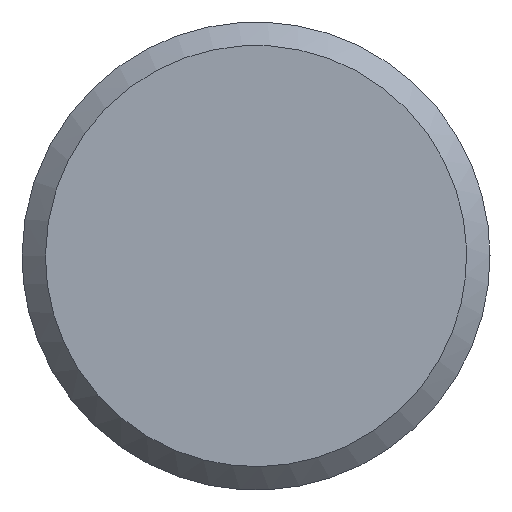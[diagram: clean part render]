
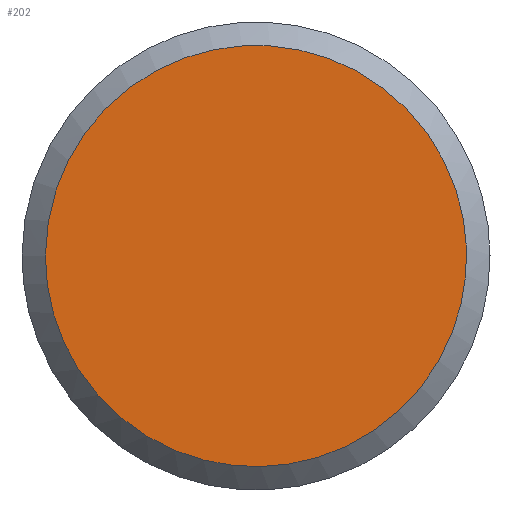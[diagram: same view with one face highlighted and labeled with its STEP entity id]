
A CAD part, left-side view. The second image highlights one B-rep face of the part: STEP entity #202.
In plain terms, the highlighted free-form (B-spline) face has degree [1, 1] with [2, 2] control points.
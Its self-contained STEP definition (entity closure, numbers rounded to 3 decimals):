
#153 = VERTEX_POINT('', #154);
#154 = CARTESIAN_POINT('', (-28., 2.025, 0.));
#159 = EDGE_CURVE('', #153, #153, #160, .T.);
#160 = (
   BOUNDED_CURVE ()
   B_SPLINE_CURVE (2, (#161, #162, #163, #164, #165, #166, #167, #168, #169), .UNSPECIFIED., .T., .U.)
   B_SPLINE_CURVE_WITH_KNOTS ((3, 2, 2, 2, 3), (0., 0.25, 0.5, 0.75, 1.), .UNSPECIFIED.)
   CURVE ()
   GEOMETRIC_REPRESENTATION_ITEM ()
   RATIONAL_B_SPLINE_CURVE ((1., 0.707, 1., 0.707, 1., 0.707, 1., 0.707, 1.))
   REPRESENTATION_ITEM ('')
);
#161 = CARTESIAN_POINT('', (-28., 2.025, 0.));
#162 = CARTESIAN_POINT('', (-28., 2.025, 2.025));
#163 = CARTESIAN_POINT('', (-28., 0., 2.025));
#164 = CARTESIAN_POINT('', (-28., -2.025, 2.025));
#165 = CARTESIAN_POINT('', (-28., -2.025, 0.));
#166 = CARTESIAN_POINT('', (-28., -2.025, -2.025));
#167 = CARTESIAN_POINT('', (-28., 0., -2.025));
#168 = CARTESIAN_POINT('', (-28., 2.025, -2.025));
#169 = CARTESIAN_POINT('', (-28., 2.025, 0.));
#202 = ADVANCED_FACE('', (#203), #206, .T.);
#203 = FACE_OUTER_BOUND('', #204, .T.);
#204 = EDGE_LOOP('', (#205));
#205 = ORIENTED_EDGE('', *, *, #159, .F.);
#206 = B_SPLINE_SURFACE_WITH_KNOTS('', 1, 1, ((#207, #208), (#209, #210)), .UNSPECIFIED., .F., .F., .U., (2, 2), (2, 2), (0.179, 0.821), (0.179, 0.821), .UNSPECIFIED.);
#207 = CARTESIAN_POINT('', (-28., -2.025, -2.025));
#208 = CARTESIAN_POINT('', (-28., 2.025, -2.025));
#209 = CARTESIAN_POINT('', (-28., -2.025, 2.025));
#210 = CARTESIAN_POINT('', (-28., 2.025, 2.025));
